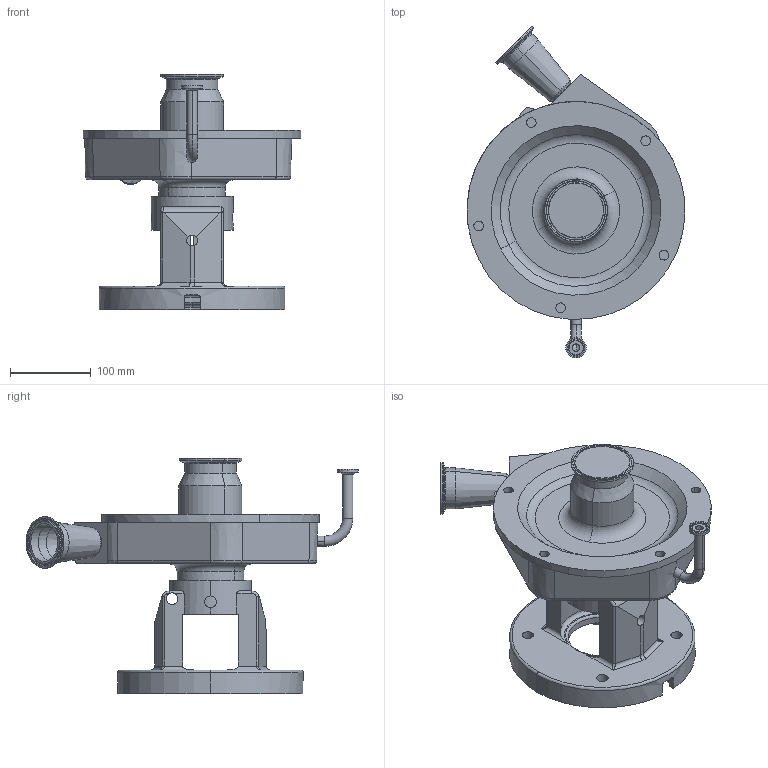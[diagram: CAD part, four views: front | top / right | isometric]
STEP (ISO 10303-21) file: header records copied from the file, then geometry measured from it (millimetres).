
FILE_DESCRIPTION (( 'STEP AP214' ), '1' );
FILE_NAME ('FPX 1741-1742 180TC 45L 1-2 In ELBOW FRONT.STEP', '2022-12-16T16:43:46', ( '' ), ( '' ), 'SwSTEP 2.0', 'SolidWorks 2021', '' );
FILE_SCHEMA (( 'AUTOMOTIVE_DESIGN' ));
Length unit declared in the file: millimetre
Products named in the file (2): FPX 1741-1742 180TC 45L 1-2 In ELBOW FRONT; FPX 1740 45L 180TC 1-2 In ELBOW FRONT^1275000083.STEP
Assembly tree (1 placements, depth 2):
  FPX 1741-1742 180TC 45L 1-2 In ELBOW FRONT
    FPX 1740 45L 180TC 1-2 In ELBOW FRONT^1275000083.STEP
Bounding box: 269.78 x 411.06 x 291 mm (x, y, z)
Volume: 4015700 mm3; surface area: 499564.7 mm2
Topology: 1 solids, 2 shells, 390 faces, 947 edges, 559 vertices
Faces by surface type: cylinder 152, torus 107, plane 71, cone 38, bspline 13, sphere 9
Entity records: 18307 total; most frequent: CARTESIAN_POINT 9034, DIRECTION 2098, ORIENTED_EDGE 1874, EDGE_CURVE 937, AXIS2_PLACEMENT_3D 891, VERTEX_POINT 557, CIRCLE 510, EDGE_LOOP 422
